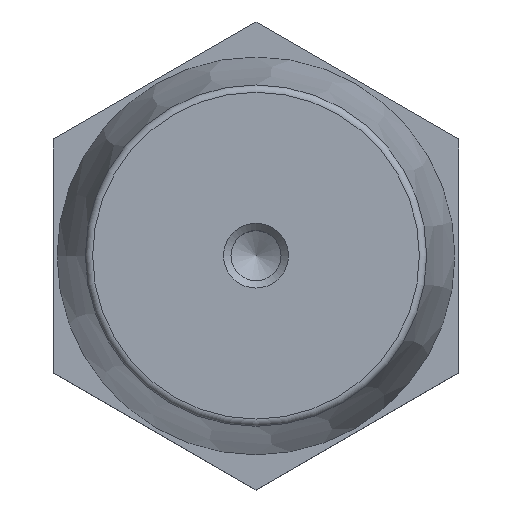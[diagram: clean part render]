
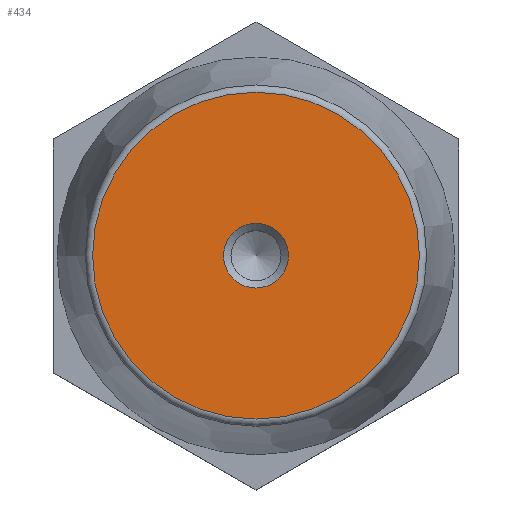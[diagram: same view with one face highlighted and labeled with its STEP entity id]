
A CAD part, top view. The second image highlights one B-rep face of the part: STEP entity #434.
In plain terms, the highlighted planar face has unit normal (0, 0, 1).
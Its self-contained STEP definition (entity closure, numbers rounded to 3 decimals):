
#25=FACE_BOUND('',#86,.T.);
#29=PLANE('',#500);
#57=FACE_OUTER_BOUND('',#85,.T.);
#85=EDGE_LOOP('',(#325));
#86=EDGE_LOOP('',(#326));
#163=CIRCLE('',#474,4.4);
#179=CIRCLE('',#499,22.184);
#183=VERTEX_POINT('',#647);
#199=VERTEX_POINT('',#694);
#223=EDGE_CURVE('',#183,#183,#163,.T.);
#246=EDGE_CURVE('',#199,#199,#179,.T.);
#325=ORIENTED_EDGE('',*,*,#246,.F.);
#326=ORIENTED_EDGE('',*,*,#223,.F.);
#434=ADVANCED_FACE('',(#57,#25),#29,.T.);
#474=AXIS2_PLACEMENT_3D('',#648,#524,#525);
#499=AXIS2_PLACEMENT_3D('',#696,#581,#582);
#500=AXIS2_PLACEMENT_3D('',#697,#583,#584);
#524=DIRECTION('center_axis',(0.,0.,1.));
#525=DIRECTION('ref_axis',(-1.,0.,0.));
#581=DIRECTION('center_axis',(0.,0.,-1.));
#582=DIRECTION('ref_axis',(-1.,0.,0.));
#583=DIRECTION('center_axis',(0.,0.,1.));
#584=DIRECTION('ref_axis',(1.,0.,0.));
#647=CARTESIAN_POINT('',(4.4,0.,33.5));
#648=CARTESIAN_POINT('Origin',(0.,0.,33.5));
#694=CARTESIAN_POINT('',(22.184,0.,33.5));
#696=CARTESIAN_POINT('Origin',(0.,0.,33.5));
#697=CARTESIAN_POINT('Origin',(0.,0.,33.5));
